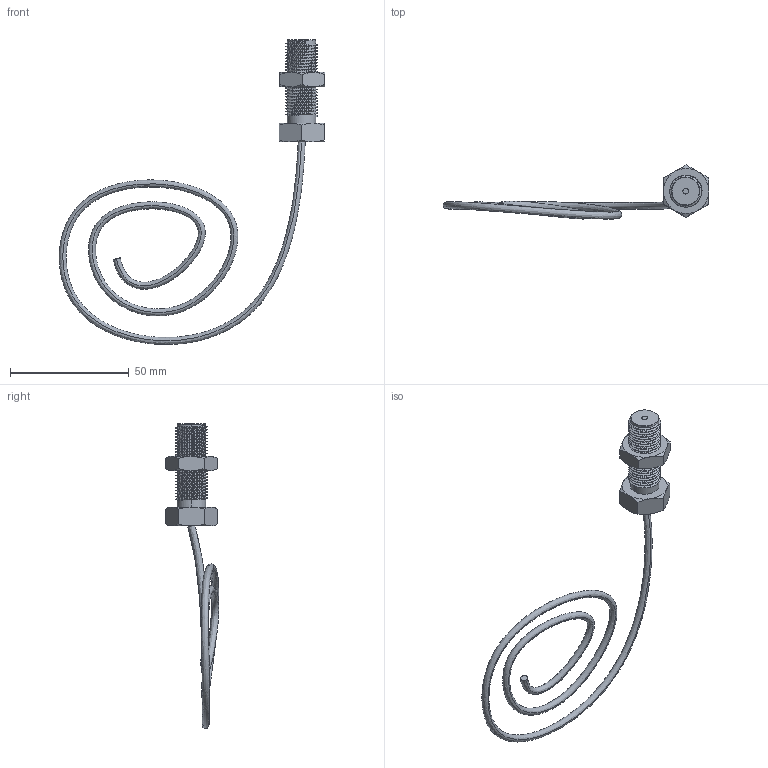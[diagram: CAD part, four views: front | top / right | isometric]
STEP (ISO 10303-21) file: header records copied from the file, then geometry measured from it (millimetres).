
FILE_DESCRIPTION (( 'STEP AP203' ), '1' );
FILE_NAME ('V20-assembly.STEP', '2021-01-20T21:11:42', ( '' ), ( '' ), 'SwSTEP 2.0', 'SolidWorks 2019', '' );
FILE_SCHEMA (( 'CONFIG_CONTROL_DESIGN' ));
Length unit declared in the file: millimetre
Products named in the file (3): V20-bolt; V20-assembly; V20-nut
Assembly tree (2 placements, depth 2):
  V20-assembly
    V20-bolt
    V20-nut
Bounding box: 112.02 x 22.77 x 128.65 mm (x, y, z)
Volume: 11383.6 mm3; surface area: 9003.8 mm2
Topology: 2 solids, 2 shells, 121 faces, 313 edges, 200 vertices
Faces by surface type: cylinder 66, cone 24, plane 23, bspline 8
Entity records: 10981 total; most frequent: CARTESIAN_POINT 8226, ORIENTED_EDGE 626, DIRECTION 402, EDGE_CURVE 313, VERTEX_POINT 200, AXIS2_PLACEMENT_3D 161, EDGE_LOOP 127, FACE_OUTER_BOUND 121
